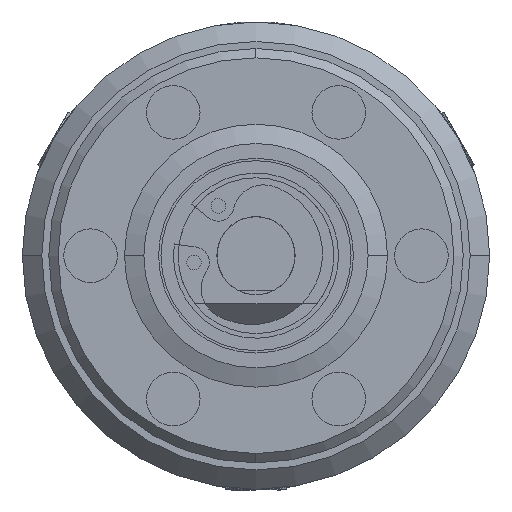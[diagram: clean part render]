
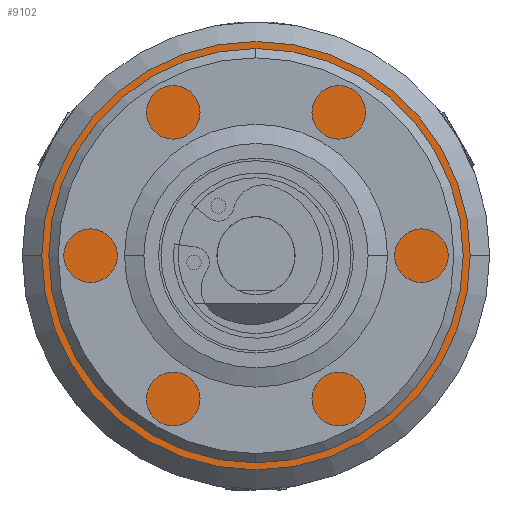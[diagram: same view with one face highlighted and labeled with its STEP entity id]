
A CAD part, front view. The second image highlights one B-rep face of the part: STEP entity #9102.
In plain terms, the highlighted planar face has unit normal (0, -1, 0).
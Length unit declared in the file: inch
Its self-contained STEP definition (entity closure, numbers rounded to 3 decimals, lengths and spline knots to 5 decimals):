
#73 = ORIENTED_EDGE ( 'NONE', *, *, #6888, .T. ) ;
#124 = ORIENTED_EDGE ( 'NONE', *, *, #7142, .T. ) ;
#768 = DIRECTION ( 'NONE',  ( 1., 0., 0. ) ) ;
#803 = DIRECTION ( 'NONE',  ( 0., 1., 0. ) ) ;
#806 = DIRECTION ( 'NONE',  ( 1., 0., 0. ) ) ;
#819 = CARTESIAN_POINT ( 'NONE',  ( 0., 2., 0. ) ) ;
#840 = CARTESIAN_POINT ( 'NONE',  ( 0., 2., 0. ) ) ;
#841 = DIRECTION ( 'NONE',  ( 0., -1., 0. ) ) ;
#1042 = ORIENTED_EDGE ( 'NONE', *, *, #6885, .T. ) ;
#1912 = EDGE_LOOP ( 'NONE', ( #124, #73 ) ) ;
#1949 = VERTEX_POINT ( 'NONE', #10393 ) ;
#1981 = VERTEX_POINT ( 'NONE', #10380 ) ;
#2268 = VERTEX_POINT ( 'NONE', #10396 ) ;
#2269 = VERTEX_POINT ( 'NONE', #10397 ) ;
#2329 = CARTESIAN_POINT ( 'NONE',  ( 0., 2., 0. ) ) ;
#2398 = DIRECTION ( 'NONE',  ( 0., 1., 0. ) ) ;
#2399 = DIRECTION ( 'NONE',  ( 1., 0., 0. ) ) ;
#2454 = CARTESIAN_POINT ( 'NONE',  ( 0., 2., 0. ) ) ;
#2456 = DIRECTION ( 'NONE',  ( 0., -1., 0. ) ) ;
#2457 = DIRECTION ( 'NONE',  ( 1., 0., 0. ) ) ;
#4366 = FACE_OUTER_BOUND ( 'NONE', #1912, .T. ) ;
#4402 = FACE_BOUND ( 'NONE', #11898, .T. ) ;
#6885 = EDGE_CURVE ( 'NONE', #1949, #2269, #12171, .T. ) ;
#6888 = EDGE_CURVE ( 'NONE', #1981, #2268, #12175, .T. ) ;
#7107 = EDGE_CURVE ( 'NONE', #2269, #1949, #12334, .T. ) ;
#7142 = EDGE_CURVE ( 'NONE', #2268, #1981, #12365, .T. ) ;
#7169 = AXIS2_PLACEMENT_3D ( 'NONE', #840, #841, #806 ) ;
#7343 = AXIS2_PLACEMENT_3D ( 'NONE', #2454, #2456, #2457 ) ;
#7453 = AXIS2_PLACEMENT_3D ( 'NONE', #2329, #2398, #2399 ) ;
#7464 = AXIS2_PLACEMENT_3D ( 'NONE', #11649, #11662, #11663 ) ;
#7661 = AXIS2_PLACEMENT_3D ( 'NONE', #819, #803, #768 ) ;
#9102 = ADVANCED_FACE ( 'NONE', ( #4402, #4366 ), #11653, .T. ) ;
#10380 = CARTESIAN_POINT ( 'NONE',  ( 0.6875, 2., 0. ) ) ;
#10393 = CARTESIAN_POINT ( 'NONE',  ( -0.391, 2., 0. ) ) ;
#10396 = CARTESIAN_POINT ( 'NONE',  ( -0.6875, 2., 0. ) ) ;
#10397 = CARTESIAN_POINT ( 'NONE',  ( 0.391, 2., 0. ) ) ;
#10696 = ORIENTED_EDGE ( 'NONE', *, *, #7107, .T. ) ;
#11649 = CARTESIAN_POINT ( 'NONE',  ( 0., 2., 0. ) ) ;
#11653 = PLANE ( 'NONE',  #7464 ) ;
#11662 = DIRECTION ( 'NONE',  ( 0., -1., 0. ) ) ;
#11663 = DIRECTION ( 'NONE',  ( 1., 0., 0. ) ) ;
#11898 = EDGE_LOOP ( 'NONE', ( #10696, #1042 ) ) ;
#12171 = CIRCLE ( 'NONE', #7661, 0.391 ) ;
#12175 = CIRCLE ( 'NONE', #7169, 0.6875 ) ;
#12334 = CIRCLE ( 'NONE', #7453, 0.391 ) ;
#12365 = CIRCLE ( 'NONE', #7343, 0.6875 ) ;
